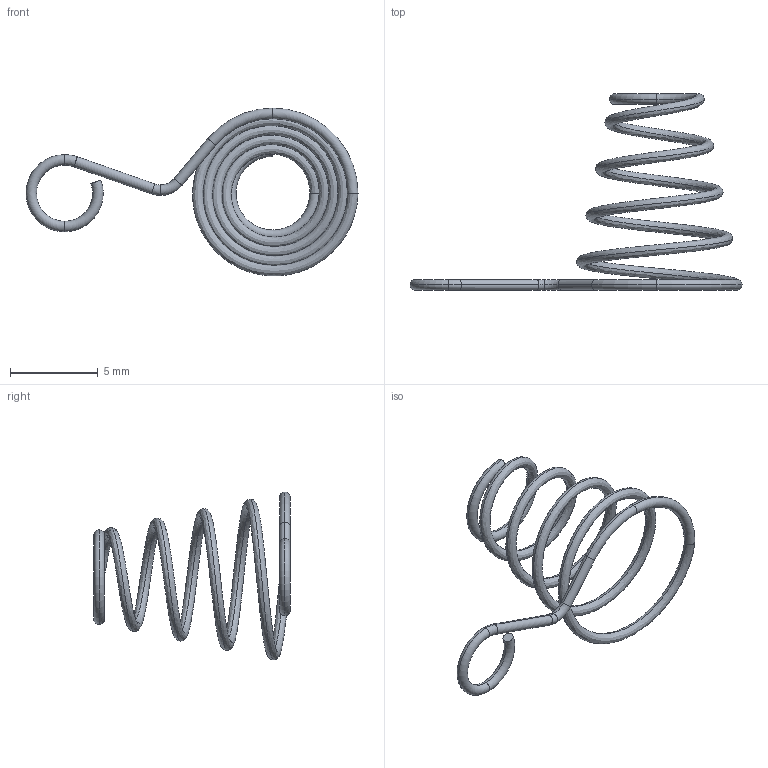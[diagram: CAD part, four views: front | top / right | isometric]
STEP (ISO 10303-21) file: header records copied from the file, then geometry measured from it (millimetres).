
FILE_DESCRIPTION (( 'STEP AP214' ), '1' );
FILE_NAME ('4-2.STEP', '2019-11-07T23:36:29', ( '' ), ( '' ), 'SwSTEP 2.0', 'SolidWorks 2017', '' );
FILE_SCHEMA (( 'AUTOMOTIVE_DESIGN' ));
Length unit declared in the file: millimetre
Products named in the file (1): 4-2
Bounding box: 18.92 x 11.19 x 9.56 mm (x, y, z)
Volume: 36.5 mm3; surface area: 244.7 mm2
Topology: 1 solids, 1 shells, 24 faces, 46 edges, 24 vertices
Faces by surface type: torus 16, cylinder 4, bspline 2, plane 2
Entity records: 2708 total; most frequent: CARTESIAN_POINT 2171, DIRECTION 130, ORIENTED_EDGE 92, AXIS2_PLACEMENT_3D 63, EDGE_CURVE 46, CIRCLE 40, ADVANCED_FACE 24, FACE_OUTER_BOUND 24
